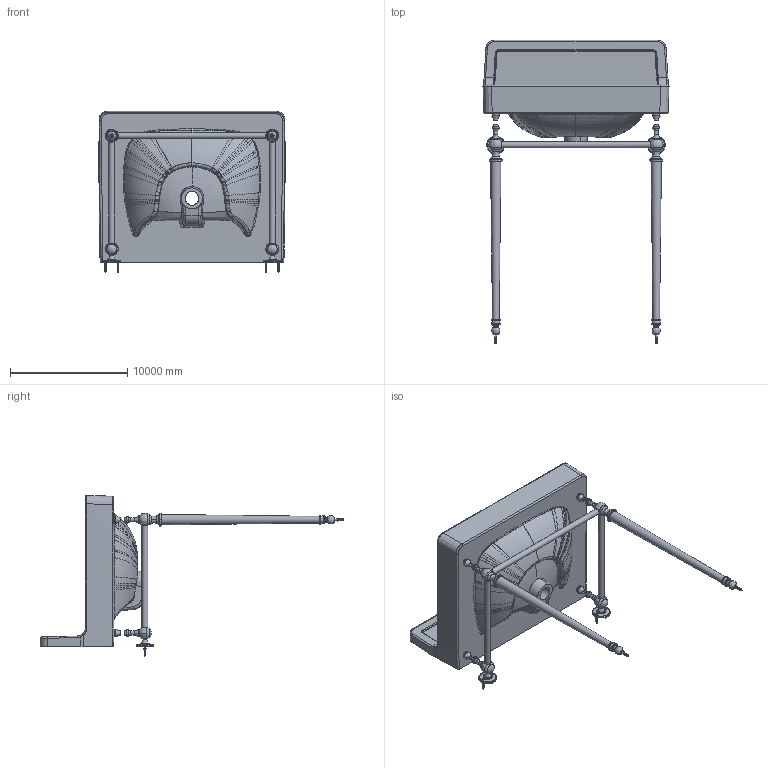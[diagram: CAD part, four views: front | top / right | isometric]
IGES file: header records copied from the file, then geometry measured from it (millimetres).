
Global section: file name: B2 UPS+T23A; native system: AutoCAD 2018 - 简体中文 (Simplified Chinese),  62HAu; preprocessor: todesk Translation Framework DWG producer (atf_dwg_producer); organization: unknown; date: 20220513.181712; units: inch
Bounding box: 15843.97 x 25847.34 x 13718.63 mm (x, y, z)
Surface area: 928057246.7 mm2 (no closed solid volume)
Topology: 0 solids, 2 shells, 774 faces, 13316 edges, 13182 vertices
Faces by surface type: revolution 414, bspline 360
